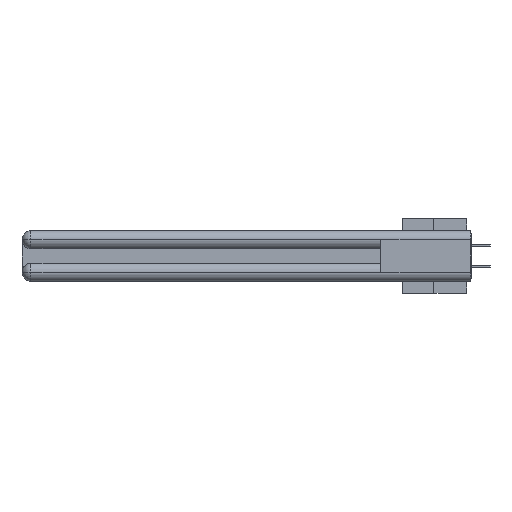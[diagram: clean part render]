
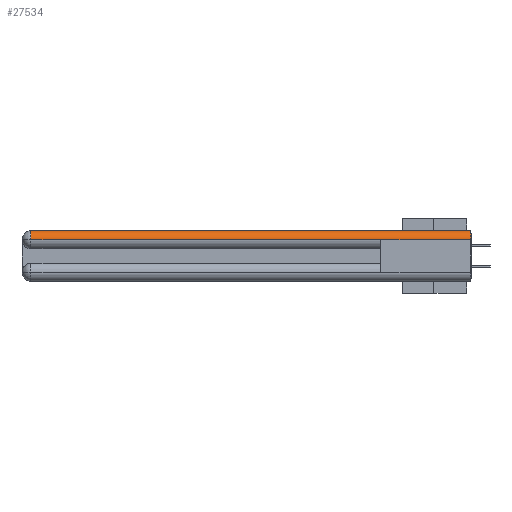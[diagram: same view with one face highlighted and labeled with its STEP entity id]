
A CAD part, left-side view. The second image highlights one B-rep face of the part: STEP entity #27534.
In plain terms, the highlighted cylindrical face has radius 1.562 mm (diameter 3.124 mm), a partial arc.
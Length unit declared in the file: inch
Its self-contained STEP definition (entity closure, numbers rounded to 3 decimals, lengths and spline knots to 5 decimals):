
#1277 = DIRECTION ( 'NONE',  ( 0., -1., 0. ) ) ;
#3871 = EDGE_CURVE ( 'NONE', #4722, #32945, #32241, .T. ) ;
#4227 = AXIS2_PLACEMENT_3D ( 'NONE', #25436, #5878, #9055 ) ;
#4722 = VERTEX_POINT ( 'NONE', #32282 ) ;
#4811 = LINE ( 'NONE', #12914, #22703 ) ;
#5807 = VERTEX_POINT ( 'NONE', #35885 ) ;
#5878 = DIRECTION ( 'NONE',  ( 0., 1., 0. ) ) ;
#6764 = CARTESIAN_POINT ( 'NONE',  ( 0., 3., -0.0615 ) ) ;
#7489 = CARTESIAN_POINT ( 'NONE',  ( 0., 0.6, -0.0615 ) ) ;
#7608 = VERTEX_POINT ( 'NONE', #7489 ) ;
#9055 = DIRECTION ( 'NONE',  ( 0., 0., 1. ) ) ;
#9525 = CARTESIAN_POINT ( 'NONE',  ( 0.0615, 2.94, 0. ) ) ;
#11273 = VECTOR ( 'NONE', #15655, 39.37008 ) ;
#12914 = CARTESIAN_POINT ( 'NONE',  ( 0.0615, 0., 0. ) ) ;
#14829 = FACE_OUTER_BOUND ( 'NONE', #32109, .T. ) ;
#15443 = AXIS2_PLACEMENT_3D ( 'NONE', #36382, #1277, #39589 ) ;
#15655 = DIRECTION ( 'NONE',  ( 0., -1., 0. ) ) ;
#18071 = ORIENTED_EDGE ( 'NONE', *, *, #23096, .T. ) ;
#20931 = EDGE_CURVE ( 'NONE', #22986, #5807, #29413, .T. ) ;
#22703 = VECTOR ( 'NONE', #25689, 39.37008 ) ;
#22986 = VERTEX_POINT ( 'NONE', #9525 ) ;
#23096 = EDGE_CURVE ( 'NONE', #5807, #7608, #24223, .T. ) ;
#23889 = DIRECTION ( 'NONE',  ( 0., 1., 0. ) ) ;
#24223 = LINE ( 'NONE', #6764, #11273 ) ;
#24931 = EDGE_CURVE ( 'NONE', #32945, #7608, #35455, .T. ) ;
#25436 = CARTESIAN_POINT ( 'NONE',  ( 0.0615, 0., -0.0615 ) ) ;
#25689 = DIRECTION ( 'NONE',  ( 0., -1., 0. ) ) ;
#26197 = ORIENTED_EDGE ( 'NONE', *, *, #40520, .F. ) ;
#26767 = CARTESIAN_POINT ( 'NONE',  ( 0.0615, 0., -0.0615 ) ) ;
#27534 = ADVANCED_FACE ( 'NONE', ( #14829 ), #40272, .T. ) ;
#29413 = CIRCLE ( 'NONE', #15443, 0.0615 ) ;
#32109 = EDGE_LOOP ( 'NONE', ( #26197, #39360, #18071, #37849, #36554 ) ) ;
#32241 = CIRCLE ( 'NONE', #39342, 0.0615 ) ;
#32282 = CARTESIAN_POINT ( 'NONE',  ( 0.0615, 0., 0. ) ) ;
#32945 = VERTEX_POINT ( 'NONE', #33149 ) ;
#33149 = CARTESIAN_POINT ( 'NONE',  ( 0., 0., -0.0615 ) ) ;
#33478 = DIRECTION ( 'NONE',  ( 1., 0., 0. ) ) ;
#33904 = CARTESIAN_POINT ( 'NONE',  ( 0., 3., -0.0615 ) ) ;
#35455 = LINE ( 'NONE', #33904, #37852 ) ;
#35885 = CARTESIAN_POINT ( 'NONE',  ( 0., 2.94, -0.0615 ) ) ;
#36382 = CARTESIAN_POINT ( 'NONE',  ( 0.0615, 2.94, -0.0615 ) ) ;
#36554 = ORIENTED_EDGE ( 'NONE', *, *, #3871, .F. ) ;
#37849 = ORIENTED_EDGE ( 'NONE', *, *, #24931, .F. ) ;
#37852 = VECTOR ( 'NONE', #23889, 39.37008 ) ;
#39342 = AXIS2_PLACEMENT_3D ( 'NONE', #26767, #39506, #33478 ) ;
#39360 = ORIENTED_EDGE ( 'NONE', *, *, #20931, .T. ) ;
#39506 = DIRECTION ( 'NONE',  ( 0., -1., 0. ) ) ;
#39589 = DIRECTION ( 'NONE',  ( 0., 0., 1. ) ) ;
#40272 = CYLINDRICAL_SURFACE ( 'NONE', #4227, 0.0615 ) ;
#40520 = EDGE_CURVE ( 'NONE', #22986, #4722, #4811, .T. ) ;
